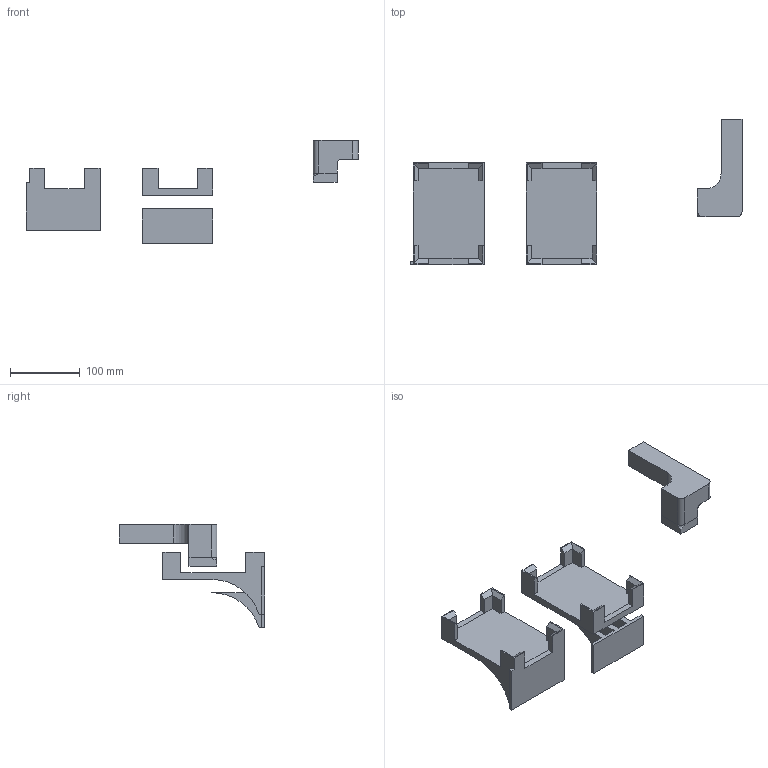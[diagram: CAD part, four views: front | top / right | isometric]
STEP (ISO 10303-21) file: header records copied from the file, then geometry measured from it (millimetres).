
FILE_DESCRIPTION(('HOOPS Exchange Step'),'2;1');
FILE_NAME('temp_export','2024-07-08T12:00:07-04:00',('mobile'),('Shapr3D Limited'),'HOOPS Exchange 2024.2','Shapr3D','Authorized');
FILE_SCHEMA( ('AUTOMOTIVE_DESIGN { 1 0 10303 214 1 1 1 1 }') );
Length unit declared in the file: millimetre
Products named in the file (2): 文件夹 01; root
Assembly tree (1 placements, depth 2):
  root
    文件夹 01
Bounding box: 476.3 x 208.67 x 148 mm (x, y, z)
Volume: 748883.4 mm3; surface area: 149174.6 mm2
Topology: 4 solids, 4 shells, 159 faces, 439 edges, 288 vertices
Faces by surface type: plane 143, cylinder 15, bspline 1
Entity records: 5266 total; most frequent: CARTESIAN_POINT 1136, ORIENTED_EDGE 884, DIRECTION 783, EDGE_CURVE 442, VECTOR 417, LINE 417, VERTEX_POINT 291, AXIS2_PLACEMENT_3D 183
